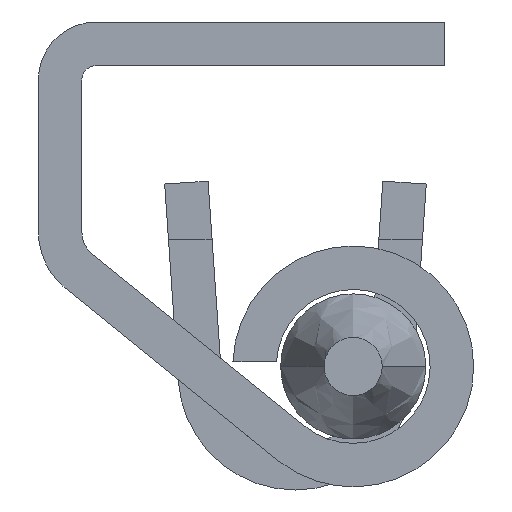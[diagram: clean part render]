
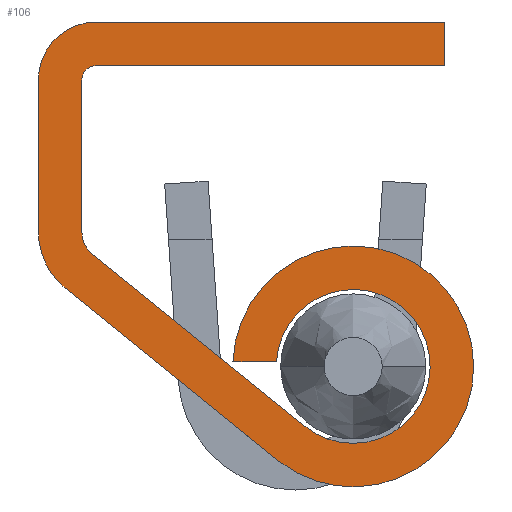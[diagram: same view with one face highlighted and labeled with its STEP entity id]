
A CAD part, front view. The second image highlights one B-rep face of the part: STEP entity #106.
In plain terms, the highlighted planar face has unit normal (0, -1, 0).
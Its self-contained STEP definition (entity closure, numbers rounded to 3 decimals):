
#106=ADVANCED_FACE('',(#194),#1469,.T.);
#194=FACE_OUTER_BOUND('',#290,.T.);
#290=EDGE_LOOP('',(#670,#671,#672,#673,#674,#675,#676,#677,#678,#679,#680,
#681,#682,#683));
#670=ORIENTED_EDGE('',*,*,#944,.F.);
#671=ORIENTED_EDGE('',*,*,#941,.F.);
#672=ORIENTED_EDGE('',*,*,#938,.F.);
#673=ORIENTED_EDGE('',*,*,#935,.F.);
#674=ORIENTED_EDGE('',*,*,#932,.F.);
#675=ORIENTED_EDGE('',*,*,#929,.F.);
#676=ORIENTED_EDGE('',*,*,#926,.F.);
#677=ORIENTED_EDGE('',*,*,#923,.F.);
#678=ORIENTED_EDGE('',*,*,#920,.F.);
#679=ORIENTED_EDGE('',*,*,#917,.F.);
#680=ORIENTED_EDGE('',*,*,#914,.F.);
#681=ORIENTED_EDGE('',*,*,#911,.F.);
#682=ORIENTED_EDGE('',*,*,#908,.F.);
#683=ORIENTED_EDGE('',*,*,#904,.F.);
#904=EDGE_CURVE('',#1370,#1371,#1182,.T.);
#908=EDGE_CURVE('',#1371,#1374,#1071,.T.);
#911=EDGE_CURVE('',#1374,#1376,#1074,.T.);
#914=EDGE_CURVE('',#1376,#1378,#1077,.T.);
#917=EDGE_CURVE('',#1378,#1380,#1184,.T.);
#920=EDGE_CURVE('',#1380,#1382,#1080,.T.);
#923=EDGE_CURVE('',#1382,#1384,#1186,.T.);
#926=EDGE_CURVE('',#1384,#1386,#1083,.T.);
#929=EDGE_CURVE('',#1386,#1388,#1188,.T.);
#932=EDGE_CURVE('',#1388,#1390,#1086,.T.);
#935=EDGE_CURVE('',#1390,#1392,#1190,.T.);
#938=EDGE_CURVE('',#1392,#1394,#1089,.T.);
#941=EDGE_CURVE('',#1394,#1396,#1192,.T.);
#944=EDGE_CURVE('',#1396,#1370,#1092,.T.);
#1071=B_SPLINE_CURVE_WITH_KNOTS('',1,(#2646,#2647),.UNSPECIFIED.,.F.,.F.,
(2,2),(9.401,21.401),.UNSPECIFIED.);
#1074=B_SPLINE_CURVE_WITH_KNOTS('',1,(#2652,#2653),.UNSPECIFIED.,.F.,.F.,
(2,2),(21.401,22.901),.UNSPECIFIED.);
#1077=B_SPLINE_CURVE_WITH_KNOTS('',1,(#2658,#2659),.UNSPECIFIED.,.F.,.F.,
(2,2),(22.901,34.901),.UNSPECIFIED.);
#1080=B_SPLINE_CURVE_WITH_KNOTS('',1,(#2672,#2673),.UNSPECIFIED.,.F.,.F.,
(2,2),(35.686,40.914),.UNSPECIFIED.);
#1083=B_SPLINE_CURVE_WITH_KNOTS('',1,(#2686,#2687),.UNSPECIFIED.,.F.,.F.,
(2,2),(41.804,51.213),.UNSPECIFIED.);
#1086=B_SPLINE_CURVE_WITH_KNOTS('',1,(#2700,#2701),.UNSPECIFIED.,.F.,.F.,
(2,2),(65.335,66.837),.UNSPECIFIED.);
#1089=B_SPLINE_CURVE_WITH_KNOTS('',1,(#2714,#2715),.UNSPECIFIED.,.F.,.F.,
(2,2),(88.94,98.458),.UNSPECIFIED.);
#1092=B_SPLINE_CURVE_WITH_KNOTS('',1,(#2728,#2729),.UNSPECIFIED.,.F.,.F.,
(2,2),(100.683,105.91),.UNSPECIFIED.);
#1182=TRIMMED_CURVE($,#1246,(#2637),(#2638),.T.,.CARTESIAN.);
#1184=TRIMMED_CURVE($,#1248,(#2665),(#2666),.T.,.CARTESIAN.);
#1186=TRIMMED_CURVE($,#1250,(#2679),(#2680),.T.,.CARTESIAN.);
#1188=TRIMMED_CURVE($,#1252,(#2693),(#2694),.T.,.CARTESIAN.);
#1190=TRIMMED_CURVE($,#1254,(#2707),(#2708),.T.,.CARTESIAN.);
#1192=TRIMMED_CURVE($,#1256,(#2721),(#2722),.T.,.CARTESIAN.);
#1246=CIRCLE('',#1688,2.);
#1248=CIRCLE('',#1690,0.5);
#1250=CIRCLE('',#1692,1.);
#1252=CIRCLE('',#1694,2.65);
#1254=CIRCLE('',#1696,4.15);
#1256=CIRCLE('',#1698,2.5);
#1370=VERTEX_POINT('',#2584);
#1371=VERTEX_POINT('',#2585);
#1374=VERTEX_POINT('',#2588);
#1376=VERTEX_POINT('',#2590);
#1378=VERTEX_POINT('',#2592);
#1380=VERTEX_POINT('',#2594);
#1382=VERTEX_POINT('',#2596);
#1384=VERTEX_POINT('',#2598);
#1386=VERTEX_POINT('',#2600);
#1388=VERTEX_POINT('',#2602);
#1390=VERTEX_POINT('',#2604);
#1392=VERTEX_POINT('',#2606);
#1394=VERTEX_POINT('',#2608);
#1396=VERTEX_POINT('',#2610);
#1469=PLANE('',#1686);
#1686=AXIS2_PLACEMENT_3D('',#2582,#1860,$);
#1688=AXIS2_PLACEMENT_3D($,#2636,#1862,#1863);
#1690=AXIS2_PLACEMENT_3D($,#2664,#1866,#1867);
#1692=AXIS2_PLACEMENT_3D($,#2678,#1870,#1871);
#1694=AXIS2_PLACEMENT_3D($,#2692,#1874,#1875);
#1696=AXIS2_PLACEMENT_3D($,#2706,#1878,#1879);
#1698=AXIS2_PLACEMENT_3D($,#2720,#1882,#1883);
#1860=DIRECTION('',(0.,-1.,0.));
#1862=DIRECTION('',(0.,1.,0.));
#1863=DIRECTION('',(-1.,0.,0.));
#1866=DIRECTION('',(0.,-1.,0.));
#1867=DIRECTION('',(0.,0.,1.));
#1870=DIRECTION('',(0.,-1.,0.));
#1871=DIRECTION('',(-1.,0.,0.));
#1874=DIRECTION('',(0.,-1.,0.));
#1875=DIRECTION('',(-0.629,0.,-0.777));
#1878=DIRECTION('',(0.,1.,0.));
#1879=DIRECTION('',(-0.999,0.,0.041));
#1882=DIRECTION('',(0.,1.,0.));
#1883=DIRECTION('',(-0.629,0.,-0.777));
#2582=CARTESIAN_POINT('',(-9.615,-79.39,11.392));
#2584=CARTESIAN_POINT('',(-7.74,-79.39,7.39));
#2585=CARTESIAN_POINT('',(-5.74,-79.39,9.39));
#2588=CARTESIAN_POINT('',(6.26,-79.39,9.39));
#2590=CARTESIAN_POINT('',(6.26,-79.39,7.89));
#2592=CARTESIAN_POINT('',(-5.74,-79.39,7.89));
#2594=CARTESIAN_POINT('',(-6.24,-79.39,7.39));
#2596=CARTESIAN_POINT('',(-6.24,-79.39,2.163));
#2598=CARTESIAN_POINT('',(-5.87,-79.39,1.386));
#2600=CARTESIAN_POINT('',(1.442,-79.39,-4.537));
#2602=CARTESIAN_POINT('',(0.465,-79.39,-2.308));
#2604=CARTESIAN_POINT('',(-1.037,-79.39,-2.308));
#2606=CARTESIAN_POINT('',(0.583,-79.39,-5.77));
#2608=CARTESIAN_POINT('',(-6.814,-79.39,0.22));
#2610=CARTESIAN_POINT('',(-7.74,-79.39,2.163));
#2636=CARTESIAN_POINT('',(-5.74,-79.39,7.39));
#2637=CARTESIAN_POINT('',(-7.74,-79.39,7.39));
#2638=CARTESIAN_POINT('',(-5.74,-79.39,9.39));
#2646=CARTESIAN_POINT('',(-5.74,-79.39,9.39));
#2647=CARTESIAN_POINT('',(6.26,-79.39,9.39));
#2652=CARTESIAN_POINT('',(6.26,-79.39,9.39));
#2653=CARTESIAN_POINT('',(6.26,-79.39,7.89));
#2658=CARTESIAN_POINT('',(6.26,-79.39,7.89));
#2659=CARTESIAN_POINT('',(-5.74,-79.39,7.89));
#2664=CARTESIAN_POINT('',(-5.74,-79.39,7.39));
#2665=CARTESIAN_POINT('',(-5.74,-79.39,7.89));
#2666=CARTESIAN_POINT('',(-6.24,-79.39,7.39));
#2672=CARTESIAN_POINT('',(-6.24,-79.39,7.39));
#2673=CARTESIAN_POINT('',(-6.24,-79.39,2.163));
#2678=CARTESIAN_POINT('',(-5.24,-79.39,2.163));
#2679=CARTESIAN_POINT('',(-6.24,-79.39,2.163));
#2680=CARTESIAN_POINT('',(-5.87,-79.39,1.386));
#2686=CARTESIAN_POINT('',(-5.87,-79.39,1.386));
#2687=CARTESIAN_POINT('',(1.442,-79.39,-4.537));
#2692=CARTESIAN_POINT('',(3.11,-79.39,-2.478));
#2693=CARTESIAN_POINT('',(1.442,-79.39,-4.537));
#2694=CARTESIAN_POINT('',(0.465,-79.39,-2.308));
#2700=CARTESIAN_POINT('',(0.465,-79.39,-2.308));
#2701=CARTESIAN_POINT('',(-1.037,-79.39,-2.308));
#2706=CARTESIAN_POINT('',(3.11,-79.39,-2.478));
#2707=CARTESIAN_POINT('',(-1.037,-79.39,-2.308));
#2708=CARTESIAN_POINT('',(0.583,-79.39,-5.77));
#2714=CARTESIAN_POINT('',(0.583,-79.39,-5.77));
#2715=CARTESIAN_POINT('',(-6.814,-79.39,0.22));
#2720=CARTESIAN_POINT('',(-5.24,-79.39,2.163));
#2721=CARTESIAN_POINT('',(-6.814,-79.39,0.22));
#2722=CARTESIAN_POINT('',(-7.74,-79.39,2.163));
#2728=CARTESIAN_POINT('',(-7.74,-79.39,2.163));
#2729=CARTESIAN_POINT('',(-7.74,-79.39,7.39));
